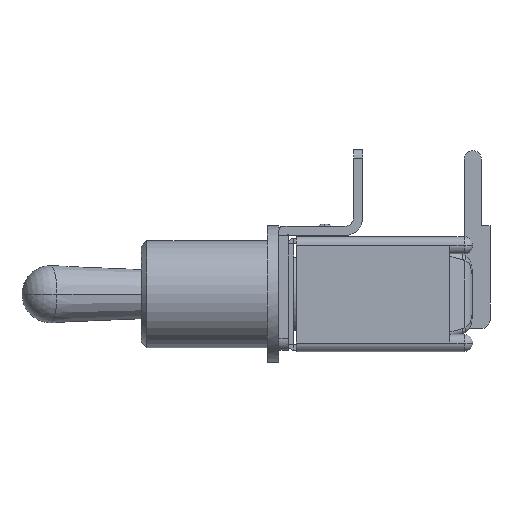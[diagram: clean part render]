
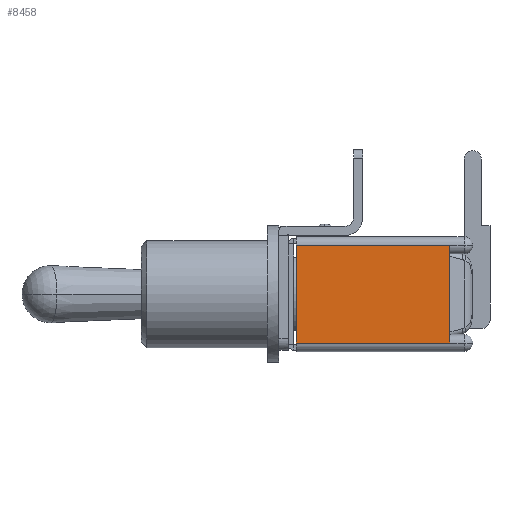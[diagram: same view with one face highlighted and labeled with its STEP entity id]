
A CAD part, left-side view. The second image highlights one B-rep face of the part: STEP entity #8458.
In plain terms, the highlighted planar face has unit normal (-1, 0, 0).
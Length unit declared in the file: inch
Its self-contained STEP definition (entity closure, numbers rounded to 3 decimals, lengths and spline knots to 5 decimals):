
#1094=DIRECTION('',(0.,0.,1.));
#1095=VECTOR('',#1094,0.17);
#1096=CARTESIAN_POINT('',(-0.16,-0.069,-0.085));
#1097=LINE('',#1096,#1095);
#1177=DIRECTION('',(0.,1.,0.));
#1178=VECTOR('',#1177,0.267);
#1179=CARTESIAN_POINT('',(-0.16,-0.069,-0.085));
#1180=LINE('',#1179,#1178);
#1181=DIRECTION('',(0.,0.,1.));
#1182=VECTOR('',#1181,0.17);
#1183=CARTESIAN_POINT('',(-0.16,0.198,-0.085));
#1184=LINE('',#1183,#1182);
#1185=DIRECTION('',(0.,-1.,0.));
#1186=VECTOR('',#1185,0.267);
#1187=CARTESIAN_POINT('',(-0.16,0.198,0.085));
#1188=LINE('',#1187,#1186);
#6153=CARTESIAN_POINT('',(-0.16,-0.069,-0.085));
#6154=VERTEX_POINT('',#6153);
#6159=CARTESIAN_POINT('',(-0.16,-0.069,0.085));
#6160=VERTEX_POINT('',#6159);
#6178=CARTESIAN_POINT('',(-0.16,0.198,-0.085));
#6180=VERTEX_POINT('',#6178);
#6181=CARTESIAN_POINT('',(-0.16,0.198,0.085));
#6183=VERTEX_POINT('',#6181);
#8447=CARTESIAN_POINT('',(-0.16,0.198,-0.1));
#8448=DIRECTION('',(-1.,0.,0.));
#8449=DIRECTION('',(0.,-1.,0.));
#8450=AXIS2_PLACEMENT_3D('',#8447,#8448,#8449);
#8451=PLANE('',#8450);
#8452=ORIENTED_EDGE('',*,*,#8264,.T.);
#8453=ORIENTED_EDGE('',*,*,#8245,.T.);
#8454=ORIENTED_EDGE('',*,*,#8412,.T.);
#8455=ORIENTED_EDGE('',*,*,#8341,.F.);
#8456=EDGE_LOOP('',(#8452,#8453,#8454,#8455));
#8457=FACE_OUTER_BOUND('',#8456,.F.);
#8458=ADVANCED_FACE('',(#8457),#8451,.T.);
#8245=EDGE_CURVE('',#6180,#6183,#1184,.T.);
#8264=EDGE_CURVE('',#6154,#6180,#1180,.T.);
#8341=EDGE_CURVE('',#6154,#6160,#1097,.T.);
#8412=EDGE_CURVE('',#6183,#6160,#1188,.T.);
